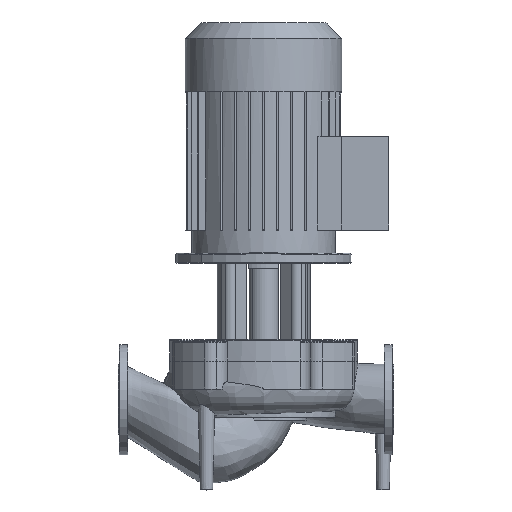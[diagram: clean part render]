
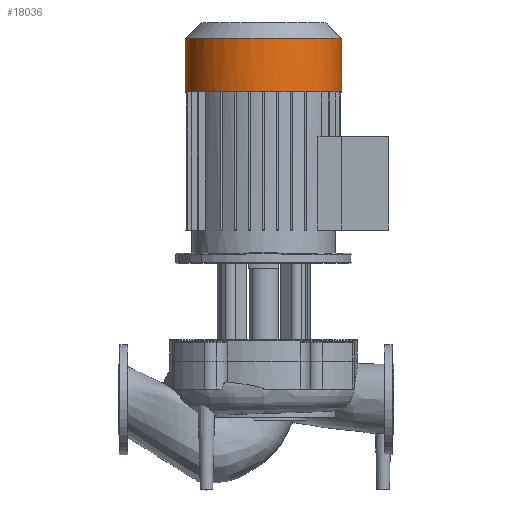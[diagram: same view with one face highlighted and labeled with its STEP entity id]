
A CAD part, top view. The second image highlights one B-rep face of the part: STEP entity #18036.
In plain terms, the highlighted cylindrical face has radius 156 mm (diameter 312 mm), a partial arc.
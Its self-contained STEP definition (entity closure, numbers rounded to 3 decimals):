
#13642=CARTESIAN_POINT('',(446.0,615.0,0.0));
#13643=VERTEX_POINT('',#13642);
#13644=CARTESIAN_POINT('',(446.0,721.8,0.0));
#13645=VERTEX_POINT('',#13644);
#13646=CARTESIAN_POINT('',(446.0,615.0,0.0));
#13647=DIRECTION('',(0.0,1.0,0.0));
#13648=VECTOR('',#13647,106.8);
#13649=LINE('',#13646,#13648);
#13650=EDGE_CURVE('',#13643,#13645,#13649,.T.);
#13652=CARTESIAN_POINT('',(134.0,615.0,0.));
#13653=VERTEX_POINT('',#13652);
#13661=CARTESIAN_POINT('',(134.0,721.8,0.));
#13662=VERTEX_POINT('',#13661);
#13663=CARTESIAN_POINT('',(134.0,615.0,0.));
#13664=DIRECTION('',(0.0,1.0,0.0));
#13665=VECTOR('',#13664,106.8);
#13666=LINE('',#13663,#13665);
#13667=EDGE_CURVE('',#13653,#13662,#13666,.T.);
#16585=CARTESIAN_POINT('',(290.0,615.0,0.0));
#16586=DIRECTION('',(0.0,1.0,0.0));
#16587=DIRECTION('',(1.0,0.0,0.0));
#16588=AXIS2_PLACEMENT_3D('',#16585,#16586,#16587);
#16589=CIRCLE('',#16588,156.0);
#16590=EDGE_CURVE('',#13653,#13643,#16589,.T.);
#18015=CARTESIAN_POINT('',(290.0,721.8,0.0));
#18016=DIRECTION('',(0.0,1.0,0.0));
#18017=DIRECTION('',(1.0,0.0,0.0));
#18018=AXIS2_PLACEMENT_3D('',#18015,#18016,#18017);
#18019=CIRCLE('',#18018,156.0);
#18020=EDGE_CURVE('',#13662,#13645,#18019,.T.);
#18025=CARTESIAN_POINT('',(290.0,753.0,0.0));
#18026=DIRECTION('',(0.0,-1.0,0.0));
#18027=DIRECTION('',(1.0,0.0,0.0));
#18028=AXIS2_PLACEMENT_3D('',#18025,#18026,#18027);
#18029=CYLINDRICAL_SURFACE('',#18028,156.0);
#18030=ORIENTED_EDGE('',*,*,#13650,.T.);
#18031=ORIENTED_EDGE('',*,*,#18020,.F.);
#18032=ORIENTED_EDGE('',*,*,#13667,.F.);
#18033=ORIENTED_EDGE('',*,*,#16590,.T.);
#18034=EDGE_LOOP('',(#18030,#18031,#18032,#18033));
#18035=FACE_OUTER_BOUND('',#18034,.T.);
#18036=ADVANCED_FACE('',(#18035),#18029,.T.);
